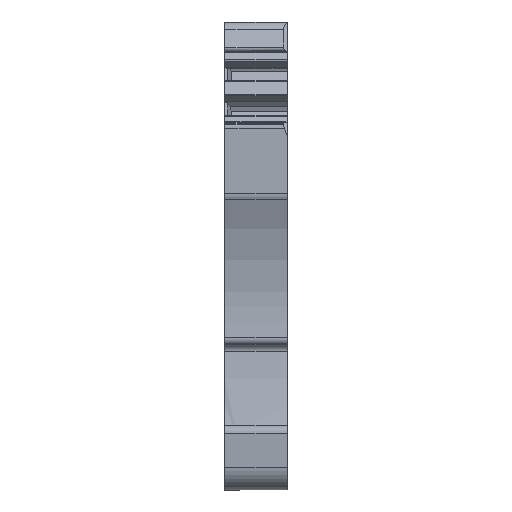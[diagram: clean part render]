
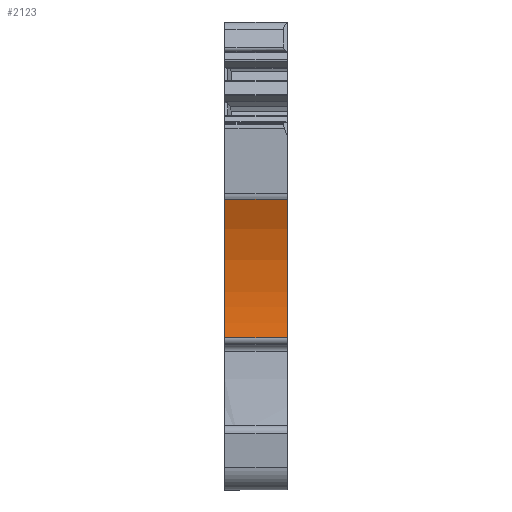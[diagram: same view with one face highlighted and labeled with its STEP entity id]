
A CAD part, front view. The second image highlights one B-rep face of the part: STEP entity #2123.
In plain terms, the highlighted cylindrical face has radius 20 mm (diameter 40 mm), a partial arc.
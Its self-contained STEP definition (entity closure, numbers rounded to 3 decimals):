
#2080=AXIS2_PLACEMENT_3D('Cylinder Axis2P3D',#2077,#2078,#2079) ;
#2084=AXIS2_PLACEMENT_3D('Circle Axis2P3D',#2082,#2083,$) ;
#2091=AXIS2_PLACEMENT_3D('Circle Axis2P3D',#2089,#2090,$) ;
#2098=AXIS2_PLACEMENT_3D('Circle Axis2P3D',#2096,#2097,$) ;
#2112=AXIS2_PLACEMENT_3D('Circle Axis2P3D',#2110,#2111,$) ;
#2051=CARTESIAN_POINT('Line Origine',(2.55,0.09,23.842)) ;
#2055=CARTESIAN_POINT('Vertex',(5.1,0.09,23.842)) ;
#2057=CARTESIAN_POINT('Vertex',(0.,0.09,23.842)) ;
#2077=CARTESIAN_POINT('Axis2P3D Location',(2.55,-18.105,15.54)) ;
#2082=CARTESIAN_POINT('Axis2P3D Location',(5.1,-18.105,15.54)) ;
#2086=CARTESIAN_POINT('Vertex',(5.1,1.884,16.2)) ;
#2089=CARTESIAN_POINT('Axis2P3D Location',(0.,-18.105,15.54)) ;
#2093=CARTESIAN_POINT('Vertex',(0.,1.884,16.2)) ;
#2096=CARTESIAN_POINT('Axis2P3D Location',(0.,-18.105,15.54)) ;
#2100=CARTESIAN_POINT('Vertex',(0.,1.659,12.477)) ;
#2103=CARTESIAN_POINT('Line Origine',(2.55,1.659,12.477)) ;
#2107=CARTESIAN_POINT('Vertex',(5.1,1.659,12.477)) ;
#2110=CARTESIAN_POINT('Axis2P3D Location',(5.1,-18.105,15.54)) ;
#2052=DIRECTION('Vector Direction',(-1.,0.,0.)) ;
#2078=DIRECTION('Axis2P3D Direction',(-1.,0.,0.)) ;
#2079=DIRECTION('Axis2P3D XDirection',(0.,0.91,0.415)) ;
#2083=DIRECTION('Axis2P3D Direction',(-1.,0.,0.)) ;
#2090=DIRECTION('Axis2P3D Direction',(-1.,0.,0.)) ;
#2097=DIRECTION('Axis2P3D Direction',(-1.,0.,0.)) ;
#2104=DIRECTION('Vector Direction',(-1.,0.,0.)) ;
#2111=DIRECTION('Axis2P3D Direction',(-1.,0.,0.)) ;
#2053=VECTOR('Line Direction',#2052,1.) ;
#2105=VECTOR('Line Direction',#2104,1.) ;
#2116=ORIENTED_EDGE('',*,*,#2088,.T.) ;
#2117=ORIENTED_EDGE('',*,*,#2059,.T.) ;
#2118=ORIENTED_EDGE('',*,*,#2095,.F.) ;
#2119=ORIENTED_EDGE('',*,*,#2102,.F.) ;
#2120=ORIENTED_EDGE('',*,*,#2109,.F.) ;
#2121=ORIENTED_EDGE('',*,*,#2114,.T.) ;
#2123=ADVANCED_FACE('20788_KLTR_ZPE2.5_4AN.1\\Hauptk\X2\00F6\X0\rper',(#2122),#2081,.F.) ;
#2085=CIRCLE('generated circle',#2084,20.) ;
#2092=CIRCLE('generated circle',#2091,20.) ;
#2099=CIRCLE('generated circle',#2098,20.) ;
#2113=CIRCLE('generated circle',#2112,20.) ;
#2081=CYLINDRICAL_SURFACE('generated cylinder',#2080,20.) ;
#2059=EDGE_CURVE('',#2056,#2058,#2054,.T.) ;
#2088=EDGE_CURVE('',#2087,#2056,#2085,.F.) ;
#2095=EDGE_CURVE('',#2094,#2058,#2092,.F.) ;
#2102=EDGE_CURVE('',#2101,#2094,#2099,.F.) ;
#2109=EDGE_CURVE('',#2108,#2101,#2106,.T.) ;
#2114=EDGE_CURVE('',#2108,#2087,#2113,.F.) ;
#2115=EDGE_LOOP('',(#2116,#2117,#2118,#2119,#2120,#2121)) ;
#2122=FACE_OUTER_BOUND('',#2115,.T.) ;
#2054=LINE('Line',#2051,#2053) ;
#2106=LINE('Line',#2103,#2105) ;
#2056=VERTEX_POINT('',#2055) ;
#2058=VERTEX_POINT('',#2057) ;
#2087=VERTEX_POINT('',#2086) ;
#2094=VERTEX_POINT('',#2093) ;
#2101=VERTEX_POINT('',#2100) ;
#2108=VERTEX_POINT('',#2107) ;
